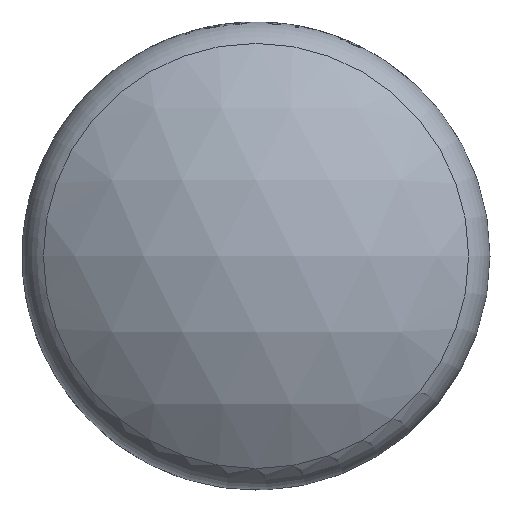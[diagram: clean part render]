
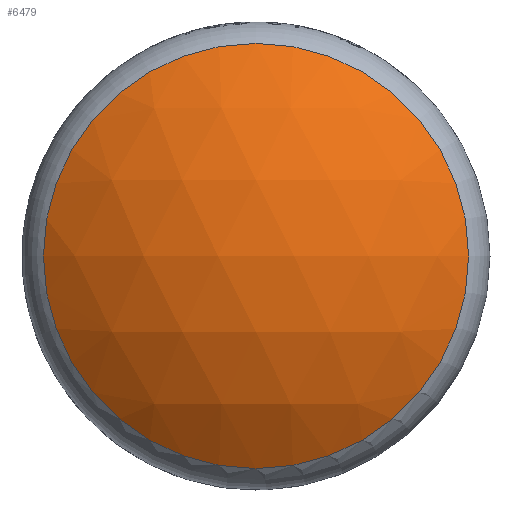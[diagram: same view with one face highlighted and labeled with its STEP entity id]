
A CAD part, left-side view. The second image highlights one B-rep face of the part: STEP entity #6479.
In plain terms, the highlighted spherical face has radius 47.168 mm.
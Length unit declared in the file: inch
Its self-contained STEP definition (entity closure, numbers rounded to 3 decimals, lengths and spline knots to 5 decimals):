
#15=SPHERICAL_SURFACE('',#6884,1.857);
#1457=FACE_OUTER_BOUND('',#1820,.T.);
#1820=EDGE_LOOP('',(#6067,#6068));
#2390=CIRCLE('',#6831,1.13582);
#2391=CIRCLE('',#6832,1.13582);
#3069=VERTEX_POINT('',#14716);
#3070=VERTEX_POINT('',#14718);
#4047=EDGE_CURVE('',#3069,#3070,#2390,.T.);
#4048=EDGE_CURVE('',#3070,#3069,#2391,.T.);
#6067=ORIENTED_EDGE('',*,*,#4048,.F.);
#6068=ORIENTED_EDGE('',*,*,#4047,.F.);
#6479=ADVANCED_FACE('',(#1457),#15,.T.);
#6831=AXIS2_PLACEMENT_3D('',#14719,#7916,#7917);
#6832=AXIS2_PLACEMENT_3D('',#14720,#7918,#7919);
#6884=AXIS2_PLACEMENT_3D('',#14790,#8024,#8025);
#7916=DIRECTION('center_axis',(1.,0.,0.));
#7917=DIRECTION('ref_axis',(0.,-1.,0.));
#7918=DIRECTION('center_axis',(1.,0.,0.));
#7919=DIRECTION('ref_axis',(0.,-1.,0.));
#8024=DIRECTION('center_axis',(0.,0.,
1.));
#8025=DIRECTION('ref_axis',(-1.,-0.004,0.));
#14716=CARTESIAN_POINT('',(0.38787,0.,1.13582));
#14718=CARTESIAN_POINT('',(0.38787,1.13582,0.));
#14719=CARTESIAN_POINT('Origin',(0.38787,0.,
0.));
#14720=CARTESIAN_POINT('Origin',(0.38787,0.,
0.));
#14790=CARTESIAN_POINT('Origin',(1.857,0.,0.));
